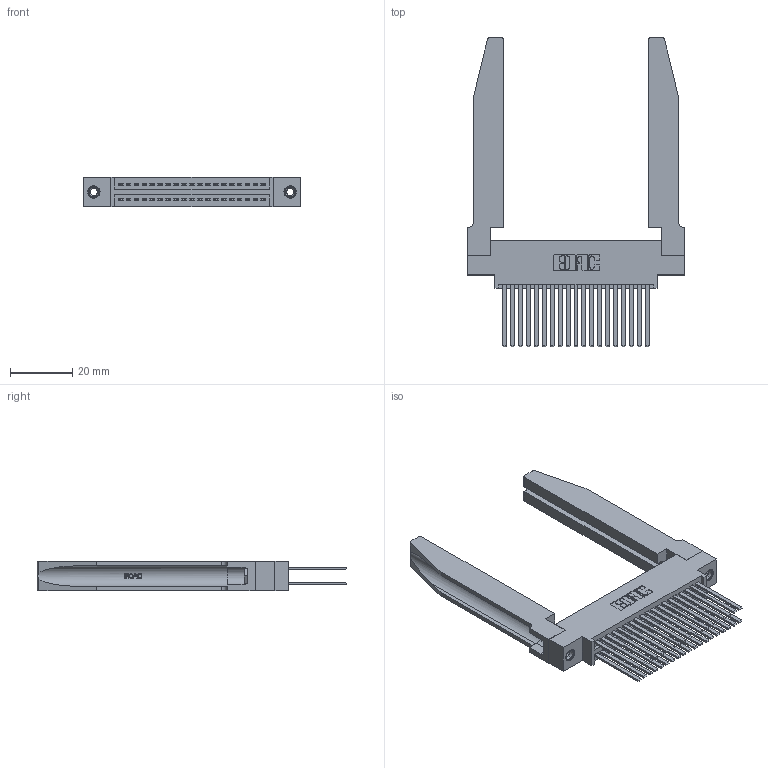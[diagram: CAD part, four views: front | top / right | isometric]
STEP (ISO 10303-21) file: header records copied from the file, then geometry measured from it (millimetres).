
FILE_DESCRIPTION (( 'STEP AP203' ), '1' );
FILE_NAME ('345-038-544-878.STEP', '2019-10-28T15:36:49', ( '' ), ( '' ), 'SwSTEP 2.0', 'SolidWorks 2016', '' );
FILE_SCHEMA (( 'CONFIG_CONTROL_DESIGN' ));
Length unit declared in the file: inch
Products named in the file (5): 345-038-544-878; 345 Part_0.170 Offset - 0.156 Dia-TH; 345-220-078_345-220-078; 345-292-001_345-293-144; 345-250-001_345-250-001-102
Assembly tree (43 placements, depth 2):
  345-038-544-878
    345 Part_0.170 Offset - 0.156 Dia-TH
    345-292-001_345-293-144  x38
    345-250-001_345-250-001-102  x2
    345-220-078_345-220-078  x2
Bounding box: 69.49 x 99.24 x 9.4 mm (x, y, z)
Volume: 14727 mm3; surface area: 18380.7 mm2
Topology: 43 solids, 43 shells, 2036 faces, 5939 edges, 3898 vertices
Faces by surface type: plane 1328, cylinder 656, bspline 36, cone 12, torus 4
Entity records: 22692 total; most frequent: CARTESIAN_POINT 4743, ORIENTED_EDGE 3574, DIRECTION 3201, EDGE_CURVE 1787, VECTOR 1489, LINE 1489, VERTEX_POINT 1184, AXIS2_PLACEMENT_3D 856
